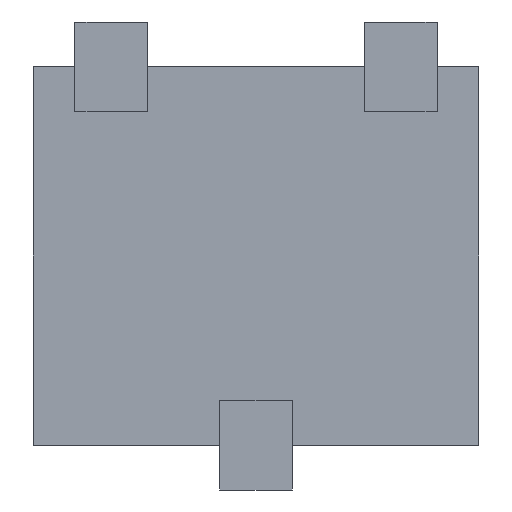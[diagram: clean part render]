
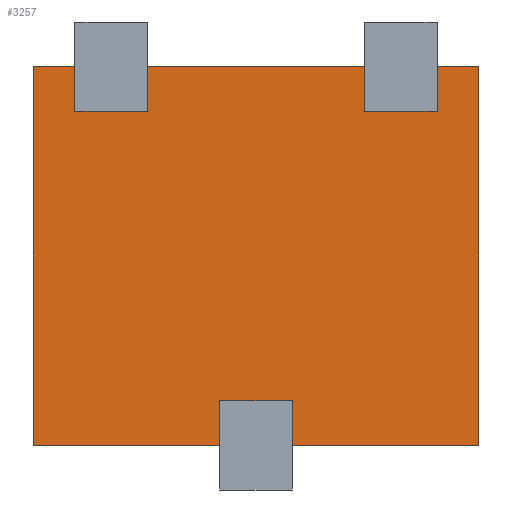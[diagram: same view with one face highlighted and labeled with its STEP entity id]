
A CAD part, front view. The second image highlights one B-rep face of the part: STEP entity #3257.
In plain terms, the highlighted planar face has unit normal (0, -1, 0).
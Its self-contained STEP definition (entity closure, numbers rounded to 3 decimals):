
#130=PLANE('',#3373);
#295=FACE_OUTER_BOUND('',#469,.T.);
#469=EDGE_LOOP('',(#2832,#2833,#2834,#2835,#2836,#2837,#2838,#2839,#2840,
#2841,#2842,#2843,#2844,#2845,#2846,#2847));
#691=LINE('',#5618,#985);
#695=LINE('',#5626,#989);
#700=LINE('',#5636,#994);
#708=LINE('',#5653,#1002);
#719=LINE('',#5676,#1013);
#723=LINE('',#5682,#1017);
#725=LINE('',#5688,#1019);
#729=LINE('',#5696,#1023);
#734=LINE('',#5706,#1028);
#744=LINE('',#5725,#1038);
#747=LINE('',#5731,#1041);
#748=LINE('',#5734,#1042);
#752=LINE('',#5740,#1046);
#760=LINE('',#5756,#1054);
#762=LINE('',#5759,#1056);
#763=LINE('',#5761,#1057);
#985=VECTOR('',#3753,10.);
#989=VECTOR('',#3759,10.);
#994=VECTOR('',#3766,10.);
#1002=VECTOR('',#3782,10.);
#1013=VECTOR('',#3799,10.);
#1017=VECTOR('',#3805,10.);
#1019=VECTOR('',#3811,10.);
#1023=VECTOR('',#3817,10.);
#1028=VECTOR('',#3824,10.);
#1038=VECTOR('',#3842,10.);
#1041=VECTOR('',#3847,10.);
#1042=VECTOR('',#3850,10.);
#1046=VECTOR('',#3856,10.);
#1054=VECTOR('',#3876,10.);
#1056=VECTOR('',#3880,10.);
#1057=VECTOR('',#3883,10.);
#1448=VERTEX_POINT('',#5616);
#1449=VERTEX_POINT('',#5617);
#1452=VERTEX_POINT('',#5625);
#1456=VERTEX_POINT('',#5635);
#1460=VERTEX_POINT('',#5651);
#1461=VERTEX_POINT('',#5652);
#1469=VERTEX_POINT('',#5674);
#1470=VERTEX_POINT('',#5675);
#1472=VERTEX_POINT('',#5686);
#1473=VERTEX_POINT('',#5687);
#1476=VERTEX_POINT('',#5695);
#1480=VERTEX_POINT('',#5705);
#1485=VERTEX_POINT('',#5723);
#1487=VERTEX_POINT('',#5729);
#1488=VERTEX_POINT('',#5733);
#1491=VERTEX_POINT('',#5755);
#1871=EDGE_CURVE('',#1448,#1449,#691,.T.);
#1875=EDGE_CURVE('',#1452,#1448,#695,.T.);
#1880=EDGE_CURVE('',#1449,#1456,#700,.T.);
#1888=EDGE_CURVE('',#1460,#1461,#708,.T.);
#1899=EDGE_CURVE('',#1469,#1470,#719,.T.);
#1903=EDGE_CURVE('',#1461,#1469,#723,.T.);
#1905=EDGE_CURVE('',#1472,#1473,#725,.T.);
#1909=EDGE_CURVE('',#1476,#1472,#729,.T.);
#1914=EDGE_CURVE('',#1473,#1480,#734,.T.);
#1924=EDGE_CURVE('',#1485,#1470,#744,.T.);
#1927=EDGE_CURVE('',#1487,#1480,#747,.T.);
#1928=EDGE_CURVE('',#1452,#1488,#748,.T.);
#1932=EDGE_CURVE('',#1476,#1456,#752,.T.);
#1940=EDGE_CURVE('',#1491,#1487,#760,.T.);
#1942=EDGE_CURVE('',#1460,#1491,#762,.T.);
#1943=EDGE_CURVE('',#1488,#1485,#763,.T.);
#2832=ORIENTED_EDGE('',*,*,#1880,.T.);
#2833=ORIENTED_EDGE('',*,*,#1932,.F.);
#2834=ORIENTED_EDGE('',*,*,#1909,.T.);
#2835=ORIENTED_EDGE('',*,*,#1905,.T.);
#2836=ORIENTED_EDGE('',*,*,#1914,.T.);
#2837=ORIENTED_EDGE('',*,*,#1927,.F.);
#2838=ORIENTED_EDGE('',*,*,#1940,.F.);
#2839=ORIENTED_EDGE('',*,*,#1942,.F.);
#2840=ORIENTED_EDGE('',*,*,#1888,.T.);
#2841=ORIENTED_EDGE('',*,*,#1903,.T.);
#2842=ORIENTED_EDGE('',*,*,#1899,.T.);
#2843=ORIENTED_EDGE('',*,*,#1924,.F.);
#2844=ORIENTED_EDGE('',*,*,#1943,.F.);
#2845=ORIENTED_EDGE('',*,*,#1928,.F.);
#2846=ORIENTED_EDGE('',*,*,#1875,.T.);
#2847=ORIENTED_EDGE('',*,*,#1871,.T.);
#3257=ADVANCED_FACE('',(#295),#130,.F.);
#3373=AXIS2_PLACEMENT_3D('',#5762,#3884,#3885);
#3753=DIRECTION('',(-1.,0.,0.));
#3759=DIRECTION('',(0.,0.,-1.));
#3766=DIRECTION('',(0.,0.,1.));
#3782=DIRECTION('',(0.,0.,1.));
#3799=DIRECTION('',(0.,0.,-1.));
#3805=DIRECTION('',(1.,0.,0.));
#3811=DIRECTION('',(-1.,0.,0.));
#3817=DIRECTION('',(0.,0.,-1.));
#3824=DIRECTION('',(0.,0.,1.));
#3842=DIRECTION('',(-1.,0.,0.));
#3847=DIRECTION('',(1.,0.,0.));
#3850=DIRECTION('',(1.,0.,0.));
#3856=DIRECTION('',(1.,0.,0.));
#3876=DIRECTION('',(0.,0.,1.));
#3880=DIRECTION('',(-1.,0.,0.));
#3883=DIRECTION('',(0.,0.,-1.));
#3884=DIRECTION('center_axis',(0.,1.,0.));
#3885=DIRECTION('ref_axis',(0.,0.,1.));
#5616=CARTESIAN_POINT('',(0.813,0.05,0.65));
#5617=CARTESIAN_POINT('',(0.488,0.05,0.65));
#5618=CARTESIAN_POINT('',(0.406,0.05,0.65));
#5625=CARTESIAN_POINT('',(0.813,0.05,0.85));
#5626=CARTESIAN_POINT('',(0.813,0.05,0.525));
#5635=CARTESIAN_POINT('',(0.488,0.05,0.85));
#5636=CARTESIAN_POINT('',(0.488,0.05,0.325));
#5651=CARTESIAN_POINT('',(-0.163,0.05,-0.85));
#5652=CARTESIAN_POINT('',(-0.163,0.05,-0.65));
#5653=CARTESIAN_POINT('',(-0.163,0.05,-0.525));
#5674=CARTESIAN_POINT('',(0.163,0.05,-0.65));
#5675=CARTESIAN_POINT('',(0.163,0.05,-0.85));
#5676=CARTESIAN_POINT('',(0.163,0.05,-0.325));
#5682=CARTESIAN_POINT('',(-0.081,0.05,-0.65));
#5686=CARTESIAN_POINT('',(-0.488,0.05,0.65));
#5687=CARTESIAN_POINT('',(-0.813,0.05,0.65));
#5688=CARTESIAN_POINT('',(-0.244,0.05,0.65));
#5695=CARTESIAN_POINT('',(-0.488,0.05,0.85));
#5696=CARTESIAN_POINT('',(-0.488,0.05,0.525));
#5705=CARTESIAN_POINT('',(-0.813,0.05,0.85));
#5706=CARTESIAN_POINT('',(-0.813,0.05,0.325));
#5723=CARTESIAN_POINT('',(1.,0.05,-0.85));
#5725=CARTESIAN_POINT('',(1.,0.05,-0.85));
#5729=CARTESIAN_POINT('',(-1.,0.05,0.85));
#5731=CARTESIAN_POINT('',(-1.,0.05,0.85));
#5733=CARTESIAN_POINT('',(1.,0.05,0.85));
#5734=CARTESIAN_POINT('',(-1.,0.05,0.85));
#5740=CARTESIAN_POINT('',(-1.,0.05,0.85));
#5755=CARTESIAN_POINT('',(-1.,0.05,-0.85));
#5756=CARTESIAN_POINT('',(-1.,0.05,-0.85));
#5759=CARTESIAN_POINT('',(1.,0.05,-0.85));
#5761=CARTESIAN_POINT('',(1.,0.05,0.85));
#5762=CARTESIAN_POINT('Origin',(0.,0.05,0.));
